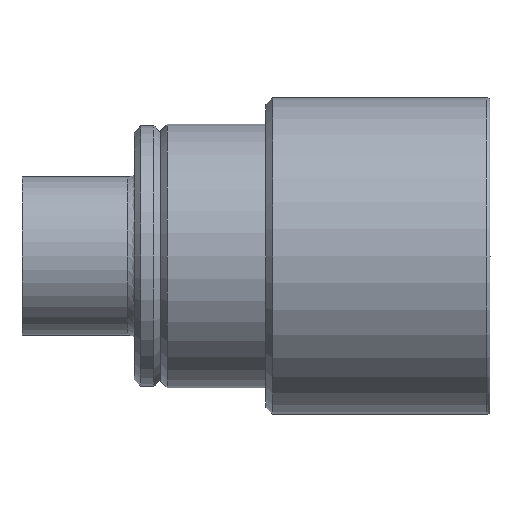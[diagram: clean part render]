
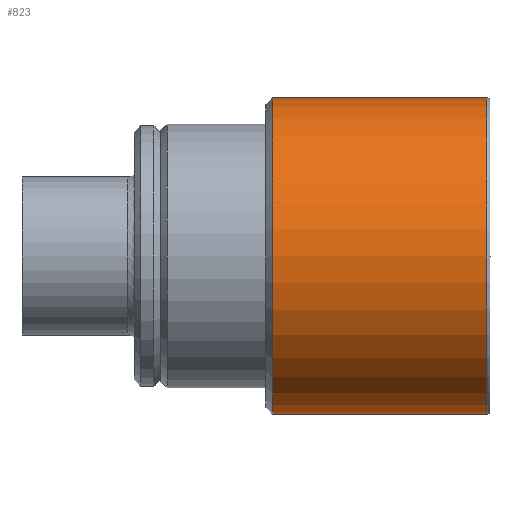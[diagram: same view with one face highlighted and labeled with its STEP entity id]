
A CAD part, front view. The second image highlights one B-rep face of the part: STEP entity #823.
In plain terms, the highlighted cylindrical face has radius 19.05 mm (diameter 38.1 mm), a full revolution.
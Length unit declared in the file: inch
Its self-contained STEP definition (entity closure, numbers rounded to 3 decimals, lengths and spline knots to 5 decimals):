
#601=CARTESIAN_POINT('',(13.64705,7.64548,0.0));
#602=VERTEX_POINT('',#601);
#603=CARTESIAN_POINT('',(13.24205,7.64548,0.0));
#604=VERTEX_POINT('',#603);
#605=CARTESIAN_POINT('',(13.64705,7.64548,0.));
#606=CARTESIAN_POINT('',(13.64705,7.64548,0.02552));
#607=CARTESIAN_POINT('',(13.64189,7.64405,0.05264));
#608=CARTESIAN_POINT('',(13.62111,7.63889,0.10235));
#609=CARTESIAN_POINT('',(13.60549,7.63522,0.12495));
#610=CARTESIAN_POINT('',(13.56963,7.62832,0.16057));
#611=CARTESIAN_POINT('',(13.54695,7.62461,0.17602));
#612=CARTESIAN_POINT('',(13.49716,7.61935,0.19656));
#613=CARTESIAN_POINT('',(13.47005,7.61787,0.20164));
#614=CARTESIAN_POINT('',(13.41905,7.61787,0.20164));
#615=CARTESIAN_POINT('',(13.39193,7.61935,0.19656));
#616=CARTESIAN_POINT('',(13.34214,7.62461,0.17602));
#617=CARTESIAN_POINT('',(13.31947,7.62832,0.16057));
#618=CARTESIAN_POINT('',(13.2836,7.63522,0.12495));
#619=CARTESIAN_POINT('',(13.26799,7.63889,0.10235));
#620=CARTESIAN_POINT('',(13.24721,7.64405,0.05264));
#621=CARTESIAN_POINT('',(13.24205,7.64548,0.02552));
#622=CARTESIAN_POINT('',(13.24205,7.64548,0.));
#623=B_SPLINE_CURVE_WITH_KNOTS('',3,(#605,#606,#607,#608,#609,#610,#611,#612,#613,#614,#615,#616,#617,#618,#619,#620,#621,#622),.UNSPECIFIED.,.F.,.U.,(4,2,2,2,2,2,2,2,4),(0.30609,0.38265,0.45921,0.5357,0.61219,0.68868,0.76517,0.84173,0.91828),.UNSPECIFIED.);
#624=EDGE_CURVE('',#602,#604,#623,.T.);
#626=CARTESIAN_POINT('',(13.24205,7.64548,0.));
#627=CARTESIAN_POINT('',(13.24205,7.64548,-0.02552));
#628=CARTESIAN_POINT('',(13.24721,7.64405,-0.05264));
#629=CARTESIAN_POINT('',(13.26799,7.63889,-0.10235));
#630=CARTESIAN_POINT('',(13.2836,7.63522,-0.12495));
#631=CARTESIAN_POINT('',(13.31947,7.62832,-0.16057));
#632=CARTESIAN_POINT('',(13.34214,7.62461,-0.17602));
#633=CARTESIAN_POINT('',(13.39193,7.61935,-0.19656));
#634=CARTESIAN_POINT('',(13.41905,7.61787,-0.20164));
#635=CARTESIAN_POINT('',(13.44455,7.61787,-0.20164));
#636=CARTESIAN_POINT('',(13.47005,7.61787,-0.20164));
#637=CARTESIAN_POINT('',(13.49716,7.61935,-0.19656));
#638=CARTESIAN_POINT('',(13.54695,7.62461,-0.17602));
#639=CARTESIAN_POINT('',(13.56963,7.62832,-0.16057));
#640=CARTESIAN_POINT('',(13.60549,7.63522,-0.12495));
#641=CARTESIAN_POINT('',(13.62111,7.63889,-0.10235));
#642=CARTESIAN_POINT('',(13.64189,7.64405,-0.05264));
#643=CARTESIAN_POINT('',(13.64705,7.64548,-0.02552));
#644=CARTESIAN_POINT('',(13.64705,7.64548,0.));
#645=B_SPLINE_CURVE_WITH_KNOTS('',3,(#626,#627,#628,#629,#630,#631,#632,#633,#634,#635,#636,#637,#638,#639,#640,#641,#642,#643,#644),.UNSPECIFIED.,.F.,.U.,(4,2,2,2,3,2,2,2,4),(0.91828,0.99484,1.0714,1.14789,1.22438,1.30087,1.37736,1.45392,1.53047),.UNSPECIFIED.);
#646=EDGE_CURVE('',#604,#602,#645,.T.);
#785=CARTESIAN_POINT('',(13.13105,7.64548,0.0));
#786=VERTEX_POINT('',#785);
#787=CARTESIAN_POINT('',(13.13105,6.89548,0.0));
#788=DIRECTION('',(1.0,0.0,0.0));
#789=DIRECTION('',(0.0,1.0,0.0));
#790=AXIS2_PLACEMENT_3D('',#787,#788,#789);
#791=CIRCLE('',#790,0.75);
#792=EDGE_CURVE('',#786,#786,#791,.T.);
#800=CARTESIAN_POINT('',(13.6393,6.89548,0.0));
#801=DIRECTION('',(1.0,0.0,0.0));
#802=DIRECTION('',(0.0,1.0,0.0));
#803=AXIS2_PLACEMENT_3D('',#800,#801,#802);
#804=CYLINDRICAL_SURFACE('',#803,0.75);
#805=CARTESIAN_POINT('',(14.14755,7.64548,0.0));
#806=VERTEX_POINT('',#805);
#807=CARTESIAN_POINT('',(14.14755,6.89548,0.0));
#808=DIRECTION('',(1.0,0.0,0.0));
#809=DIRECTION('',(0.0,1.0,0.0));
#810=AXIS2_PLACEMENT_3D('',#807,#808,#809);
#811=CIRCLE('',#810,0.75);
#812=EDGE_CURVE('',#806,#806,#811,.T.);
#813=ORIENTED_EDGE('',*,*,#812,.F.);
#814=EDGE_LOOP('',(#813));
#815=FACE_OUTER_BOUND('',#814,.T.);
#816=ORIENTED_EDGE('',*,*,#624,.T.);
#817=ORIENTED_EDGE('',*,*,#646,.T.);
#818=EDGE_LOOP('',(#816,#817));
#819=FACE_BOUND('',#818,.T.);
#820=ORIENTED_EDGE('',*,*,#792,.T.);
#821=EDGE_LOOP('',(#820));
#822=FACE_BOUND('',#821,.T.);
#823=ADVANCED_FACE('',(#815,#819,#822),#804,.T.);
